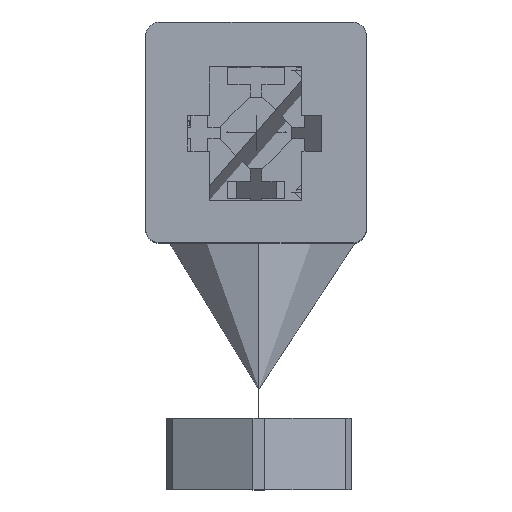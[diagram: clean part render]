
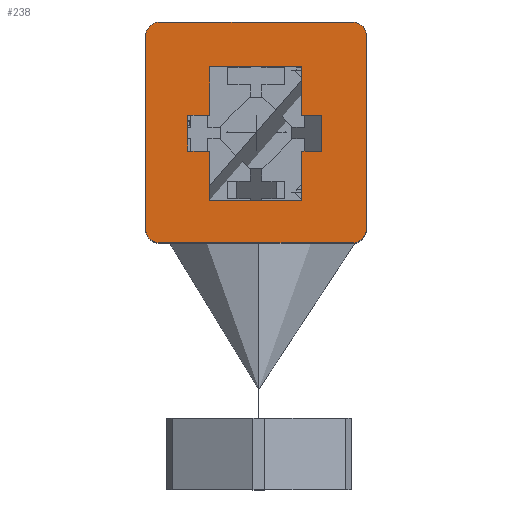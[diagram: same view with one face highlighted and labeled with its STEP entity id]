
A CAD part, top view. The second image highlights one B-rep face of the part: STEP entity #238.
In plain terms, the highlighted planar face has unit normal (0, 0, 1).
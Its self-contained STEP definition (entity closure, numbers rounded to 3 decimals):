
#125=FACE_BOUND('',#949,.T.);
#238=ADVANCED_FACE('',(#592,#125),#5852,.T.);
#592=FACE_OUTER_BOUND('',#948,.T.);
#948=EDGE_LOOP('',(#1605,#1606));
#949=EDGE_LOOP('',(#1607,#1608,#1609,#1610,#1611,#1612,#1613,#1614,#1615,
#1616,#1617,#1618));
#1605=ORIENTED_EDGE('',*,*,#3188,.T.);
#1606=ORIENTED_EDGE('',*,*,#3227,.T.);
#1607=ORIENTED_EDGE('',*,*,#3208,.T.);
#1608=ORIENTED_EDGE('',*,*,#3219,.T.);
#1609=ORIENTED_EDGE('',*,*,#3194,.T.);
#1610=ORIENTED_EDGE('',*,*,#3195,.T.);
#1611=ORIENTED_EDGE('',*,*,#3209,.T.);
#1612=ORIENTED_EDGE('',*,*,#3210,.T.);
#1613=ORIENTED_EDGE('',*,*,#3211,.T.);
#1614=ORIENTED_EDGE('',*,*,#3220,.T.);
#1615=ORIENTED_EDGE('',*,*,#3196,.T.);
#1616=ORIENTED_EDGE('',*,*,#3193,.T.);
#1617=ORIENTED_EDGE('',*,*,#3212,.T.);
#1618=ORIENTED_EDGE('',*,*,#3207,.T.);
#3188=EDGE_CURVE('',#5100,#5126,#4763,.T.);
#3193=EDGE_CURVE('',#5105,#5124,#4070,.T.);
#3194=EDGE_CURVE('',#5106,#5107,#4071,.T.);
#3195=EDGE_CURVE('',#5107,#5120,#4072,.T.);
#3196=EDGE_CURVE('',#5108,#5105,#4073,.T.);
#3207=EDGE_CURVE('',#5117,#5118,#4084,.T.);
#3208=EDGE_CURVE('',#5118,#5119,#4085,.T.);
#3209=EDGE_CURVE('',#5120,#5121,#4086,.T.);
#3210=EDGE_CURVE('',#5121,#5122,#4087,.T.);
#3211=EDGE_CURVE('',#5122,#5123,#4088,.T.);
#3212=EDGE_CURVE('',#5124,#5117,#4089,.T.);
#3219=EDGE_CURVE('',#5119,#5106,#4096,.T.);
#3220=EDGE_CURVE('',#5123,#5108,#4097,.T.);
#3227=EDGE_CURVE('',#5126,#5100,#4765,.T.);
#4070=B_SPLINE_CURVE_WITH_KNOTS('',1,(#8605,#8606),.UNSPECIFIED.,.F.,.F.,
(2,2),(-6.009,-2.53),.UNSPECIFIED.);
#4071=B_SPLINE_CURVE_WITH_KNOTS('',1,(#8607,#8608),.UNSPECIFIED.,.F.,.F.,
(2,2),(-3.27,3.201),.UNSPECIFIED.);
#4072=B_SPLINE_CURVE_WITH_KNOTS('',1,(#8609,#8610),.UNSPECIFIED.,.F.,.F.,
(2,2),(-3.384,0.025),.UNSPECIFIED.);
#4073=B_SPLINE_CURVE_WITH_KNOTS('',1,(#8611,#8612),.UNSPECIFIED.,.F.,.F.,
(2,2),(-3.201,3.27),.UNSPECIFIED.);
#4084=B_SPLINE_CURVE_WITH_KNOTS('',1,(#8633,#8634),.UNSPECIFIED.,.F.,.F.,
(2,2),(-2.53,-0.025),.UNSPECIFIED.);
#4085=B_SPLINE_CURVE_WITH_KNOTS('',1,(#8635,#8636),.UNSPECIFIED.,.F.,.F.,
(2,2),(-4.8,-3.27),.UNSPECIFIED.);
#4086=B_SPLINE_CURVE_WITH_KNOTS('',1,(#8637,#8638),.UNSPECIFIED.,.F.,.F.,
(2,2),(3.201,4.593),.UNSPECIFIED.);
#4087=B_SPLINE_CURVE_WITH_KNOTS('',1,(#8639,#8640),.UNSPECIFIED.,.F.,.F.,
(2,2),(0.025,2.53),.UNSPECIFIED.);
#4088=B_SPLINE_CURVE_WITH_KNOTS('',1,(#8641,#8642),.UNSPECIFIED.,.F.,.F.,
(2,2),(-4.593,-3.201),.UNSPECIFIED.);
#4089=B_SPLINE_CURVE_WITH_KNOTS('',1,(#8643,#8644),.UNSPECIFIED.,.F.,.F.,
(2,2),(3.27,4.8),.UNSPECIFIED.);
#4096=B_SPLINE_CURVE_WITH_KNOTS('',1,(#8657,#8658),.UNSPECIFIED.,.F.,.F.,
(2,2),(-0.025,3.384),.UNSPECIFIED.);
#4097=B_SPLINE_CURVE_WITH_KNOTS('',1,(#8659,#8660),.UNSPECIFIED.,.F.,.F.,
(2,2),(2.53,6.009),.UNSPECIFIED.);
#4763=(
BOUNDED_CURVE()
B_SPLINE_CURVE(2,(#8588,#8589,#8590,#8591,#8592,#8593,#8594,#8595,#8596),
 .UNSPECIFIED.,.F.,.F.)
B_SPLINE_CURVE_WITH_KNOTS((3,2,2,2,3),(182.263,195.506,
197.077,210.32,211.89),.UNSPECIFIED.)
CURVE()
GEOMETRIC_REPRESENTATION_ITEM()
RATIONAL_B_SPLINE_CURVE((1.,1.,1.,0.707,1.,1.,1.,0.707,
1.))
REPRESENTATION_ITEM('')
);
#4765=(
BOUNDED_CURVE()
B_SPLINE_CURVE(2,(#8680,#8681,#8682,#8683,#8684,#8685,#8686,#8687,#8688),
 .UNSPECIFIED.,.F.,.F.)
B_SPLINE_CURVE_WITH_KNOTS((3,2,2,2,3),(211.89,225.133,
226.704,239.947,241.518),.UNSPECIFIED.)
CURVE()
GEOMETRIC_REPRESENTATION_ITEM()
RATIONAL_B_SPLINE_CURVE((1.,1.,1.,0.707,1.,1.,1.,0.707,
1.))
REPRESENTATION_ITEM('')
);
#5100=VERTEX_POINT('',#8550);
#5105=VERTEX_POINT('',#8555);
#5106=VERTEX_POINT('',#8556);
#5107=VERTEX_POINT('',#8557);
#5108=VERTEX_POINT('',#8558);
#5117=VERTEX_POINT('',#8567);
#5118=VERTEX_POINT('',#8568);
#5119=VERTEX_POINT('',#8569);
#5120=VERTEX_POINT('',#8570);
#5121=VERTEX_POINT('',#8571);
#5122=VERTEX_POINT('',#8572);
#5123=VERTEX_POINT('',#8573);
#5124=VERTEX_POINT('',#8574);
#5126=VERTEX_POINT('',#8576);
#5852=PLANE('',#6170);
#6170=AXIS2_PLACEMENT_3D('',#8518,#6405,$);
#6405=DIRECTION('',(0.,0.,1.));
#8518=CARTESIAN_POINT('',(-8.406,-8.863,11.869));
#8550=CARTESIAN_POINT('',(-7.251,-8.708,11.869));
#8555=CARTESIAN_POINT('',(-3.754,-5.744,11.869));
#8556=CARTESIAN_POINT('',(-3.754,3.649,11.869));
#8557=CARTESIAN_POINT('',(2.717,3.649,11.869));
#8558=CARTESIAN_POINT('',(2.717,-5.744,11.869));
#8567=CARTESIAN_POINT('',(-5.285,-2.265,11.869));
#8568=CARTESIAN_POINT('',(-5.285,0.239,11.869));
#8569=CARTESIAN_POINT('',(-3.754,0.239,11.869));
#8570=CARTESIAN_POINT('',(2.717,0.239,11.869));
#8571=CARTESIAN_POINT('',(4.108,0.239,11.869));
#8572=CARTESIAN_POINT('',(4.108,-2.265,11.869));
#8573=CARTESIAN_POINT('',(2.717,-2.265,11.869));
#8574=CARTESIAN_POINT('',(-3.754,-2.265,11.869));
#8576=CARTESIAN_POINT('',(6.249,6.792,11.869));
#8588=CARTESIAN_POINT('',(-7.251,-8.708,11.869));
#8589=CARTESIAN_POINT('',(-0.501,-8.708,11.869));
#8590=CARTESIAN_POINT('',(6.249,-8.708,11.869));
#8591=CARTESIAN_POINT('',(7.249,-8.708,11.869));
#8592=CARTESIAN_POINT('',(7.249,-7.708,11.869));
#8593=CARTESIAN_POINT('',(7.249,-0.958,11.869));
#8594=CARTESIAN_POINT('',(7.249,5.792,11.869));
#8595=CARTESIAN_POINT('',(7.249,6.792,11.869));
#8596=CARTESIAN_POINT('',(6.249,6.792,11.869));
#8605=CARTESIAN_POINT('',(-3.754,-5.744,11.869));
#8606=CARTESIAN_POINT('',(-3.754,-2.265,11.869));
#8607=CARTESIAN_POINT('',(-3.754,3.649,11.869));
#8608=CARTESIAN_POINT('',(2.717,3.649,11.869));
#8609=CARTESIAN_POINT('',(2.717,3.649,11.869));
#8610=CARTESIAN_POINT('',(2.717,0.239,11.869));
#8611=CARTESIAN_POINT('',(2.717,-5.744,11.869));
#8612=CARTESIAN_POINT('',(-3.754,-5.744,11.869));
#8633=CARTESIAN_POINT('',(-5.285,-2.265,11.869));
#8634=CARTESIAN_POINT('',(-5.285,0.239,11.869));
#8635=CARTESIAN_POINT('',(-5.285,0.239,11.869));
#8636=CARTESIAN_POINT('',(-3.754,0.239,11.869));
#8637=CARTESIAN_POINT('',(2.717,0.239,11.869));
#8638=CARTESIAN_POINT('',(4.108,0.239,11.869));
#8639=CARTESIAN_POINT('',(4.108,0.239,11.869));
#8640=CARTESIAN_POINT('',(4.108,-2.265,11.869));
#8641=CARTESIAN_POINT('',(4.108,-2.265,11.869));
#8642=CARTESIAN_POINT('',(2.717,-2.265,11.869));
#8643=CARTESIAN_POINT('',(-3.754,-2.265,11.869));
#8644=CARTESIAN_POINT('',(-5.285,-2.265,11.869));
#8657=CARTESIAN_POINT('',(-3.754,0.239,11.869));
#8658=CARTESIAN_POINT('',(-3.754,3.649,11.869));
#8659=CARTESIAN_POINT('',(2.717,-2.265,11.869));
#8660=CARTESIAN_POINT('',(2.717,-5.744,11.869));
#8680=CARTESIAN_POINT('',(6.249,6.792,11.869));
#8681=CARTESIAN_POINT('',(-0.501,6.792,11.869));
#8682=CARTESIAN_POINT('',(-7.251,6.792,11.869));
#8683=CARTESIAN_POINT('',(-8.251,6.792,11.869));
#8684=CARTESIAN_POINT('',(-8.251,5.792,11.869));
#8685=CARTESIAN_POINT('',(-8.251,-0.958,11.869));
#8686=CARTESIAN_POINT('',(-8.251,-7.708,11.869));
#8687=CARTESIAN_POINT('',(-8.251,-8.708,11.869));
#8688=CARTESIAN_POINT('',(-7.251,-8.708,11.869));
